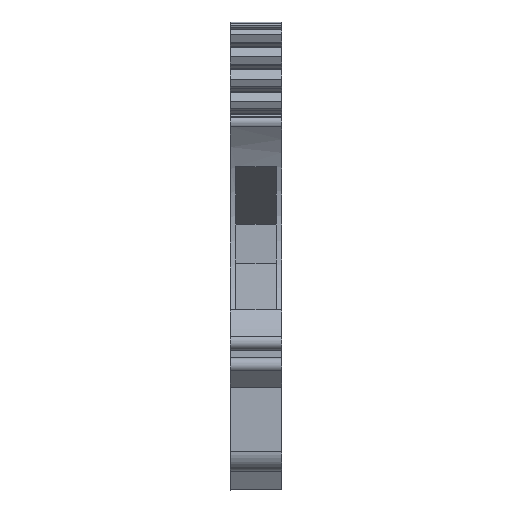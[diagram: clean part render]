
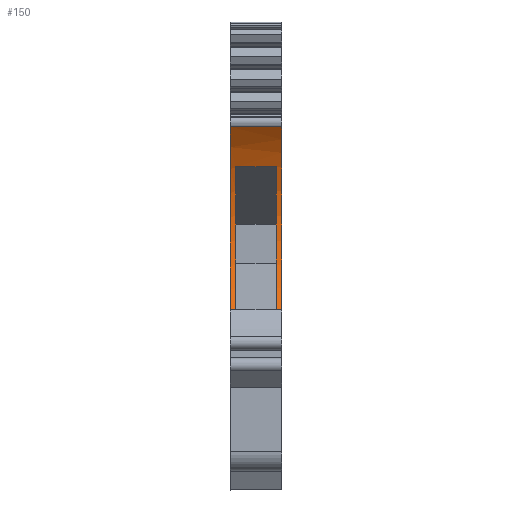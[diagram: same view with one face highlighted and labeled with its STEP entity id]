
A CAD part, front view. The second image highlights one B-rep face of the part: STEP entity #150.
In plain terms, the highlighted cylindrical face has radius 15.05 mm (diameter 30.1 mm), a partial arc.
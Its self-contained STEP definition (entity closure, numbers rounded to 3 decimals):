
#39=AXIS2_PLACEMENT_3D('Circle Axis2P3D',#37,#38,$) ;
#83=AXIS2_PLACEMENT_3D('Cylinder Axis2P3D',#80,#81,#82) ;
#87=AXIS2_PLACEMENT_3D('Circle Axis2P3D',#85,#86,$) ;
#96=AXIS2_PLACEMENT_3D('Circle Axis2P3D',#94,#95,$) ;
#110=AXIS2_PLACEMENT_3D('Circle Axis2P3D',#108,#109,$) ;
#124=AXIS2_PLACEMENT_3D('Circle Axis2P3D',#122,#123,$) ;
#37=CARTESIAN_POINT('Axis2P3D Location',(4.55,-5.549,26.632)) ;
#41=CARTESIAN_POINT('Vertex',(4.55,8.472,32.1)) ;
#43=CARTESIAN_POINT('Vertex',(4.55,6.709,17.9)) ;
#80=CARTESIAN_POINT('Axis2P3D Location',(4.825,-5.549,26.632)) ;
#85=CARTESIAN_POINT('Axis2P3D Location',(5.1,-5.549,26.632)) ;
#89=CARTESIAN_POINT('Vertex',(5.1,8.472,32.1)) ;
#91=CARTESIAN_POINT('Vertex',(5.1,6.709,17.9)) ;
#94=CARTESIAN_POINT('Axis2P3D Location',(5.1,-5.549,26.632)) ;
#98=CARTESIAN_POINT('Vertex',(5.1,6.166,36.079)) ;
#101=CARTESIAN_POINT('Line Origine',(4.825,6.166,36.079)) ;
#105=CARTESIAN_POINT('Vertex',(0.,6.166,36.079)) ;
#108=CARTESIAN_POINT('Axis2P3D Location',(0.,-5.549,26.632)) ;
#112=CARTESIAN_POINT('Vertex',(0.,6.709,17.9)) ;
#115=CARTESIAN_POINT('Line Origine',(4.825,6.709,17.9)) ;
#119=CARTESIAN_POINT('Vertex',(0.55,6.709,17.9)) ;
#122=CARTESIAN_POINT('Axis2P3D Location',(0.55,-5.549,26.632)) ;
#126=CARTESIAN_POINT('Vertex',(0.55,8.472,32.1)) ;
#129=CARTESIAN_POINT('Line Origine',(4.825,8.472,32.1)) ;
#134=CARTESIAN_POINT('Line Origine',(4.825,6.709,17.9)) ;
#38=DIRECTION('Axis2P3D Direction',(1.,0.,0.)) ;
#81=DIRECTION('Axis2P3D Direction',(1.,0.,0.)) ;
#82=DIRECTION('Axis2P3D XDirection',(0.,0.814,-0.58)) ;
#86=DIRECTION('Axis2P3D Direction',(1.,0.,0.)) ;
#95=DIRECTION('Axis2P3D Direction',(1.,0.,0.)) ;
#102=DIRECTION('Vector Direction',(1.,0.,0.)) ;
#109=DIRECTION('Axis2P3D Direction',(1.,0.,0.)) ;
#116=DIRECTION('Vector Direction',(1.,0.,0.)) ;
#123=DIRECTION('Axis2P3D Direction',(1.,0.,0.)) ;
#130=DIRECTION('Vector Direction',(1.,0.,0.)) ;
#135=DIRECTION('Vector Direction',(1.,0.,0.)) ;
#103=VECTOR('Line Direction',#102,1.) ;
#117=VECTOR('Line Direction',#116,1.) ;
#131=VECTOR('Line Direction',#130,1.) ;
#136=VECTOR('Line Direction',#135,1.) ;
#140=ORIENTED_EDGE('',*,*,#93,.F.) ;
#141=ORIENTED_EDGE('',*,*,#100,.F.) ;
#142=ORIENTED_EDGE('',*,*,#107,.T.) ;
#143=ORIENTED_EDGE('',*,*,#114,.F.) ;
#144=ORIENTED_EDGE('',*,*,#121,.F.) ;
#145=ORIENTED_EDGE('',*,*,#128,.F.) ;
#146=ORIENTED_EDGE('',*,*,#133,.F.) ;
#147=ORIENTED_EDGE('',*,*,#45,.T.) ;
#148=ORIENTED_EDGE('',*,*,#138,.F.) ;
#150=ADVANCED_FACE('Hauptk\X2\00F6\X0\rper',(#149),#84,.F.) ;
#40=CIRCLE('generated circle',#39,15.05) ;
#88=CIRCLE('generated circle',#87,15.05) ;
#97=CIRCLE('generated circle',#96,15.05) ;
#111=CIRCLE('generated circle',#110,15.05) ;
#125=CIRCLE('generated circle',#124,15.05) ;
#84=CYLINDRICAL_SURFACE('generated cylinder',#83,15.05) ;
#45=EDGE_CURVE('',#42,#44,#40,.F.) ;
#93=EDGE_CURVE('',#90,#92,#88,.F.) ;
#100=EDGE_CURVE('',#99,#90,#97,.F.) ;
#107=EDGE_CURVE('',#99,#106,#104,.F.) ;
#114=EDGE_CURVE('',#113,#106,#111,.T.) ;
#121=EDGE_CURVE('',#120,#113,#118,.F.) ;
#128=EDGE_CURVE('',#127,#120,#125,.F.) ;
#133=EDGE_CURVE('',#42,#127,#132,.F.) ;
#138=EDGE_CURVE('',#92,#44,#137,.F.) ;
#139=EDGE_LOOP('',(#140,#141,#142,#143,#144,#145,#146,#147,#148)) ;
#149=FACE_OUTER_BOUND('',#139,.T.) ;
#104=LINE('Line',#101,#103) ;
#118=LINE('Line',#115,#117) ;
#132=LINE('Line',#129,#131) ;
#137=LINE('Line',#134,#136) ;
#42=VERTEX_POINT('',#41) ;
#44=VERTEX_POINT('',#43) ;
#90=VERTEX_POINT('',#89) ;
#92=VERTEX_POINT('',#91) ;
#99=VERTEX_POINT('',#98) ;
#106=VERTEX_POINT('',#105) ;
#113=VERTEX_POINT('',#112) ;
#120=VERTEX_POINT('',#119) ;
#127=VERTEX_POINT('',#126) ;
